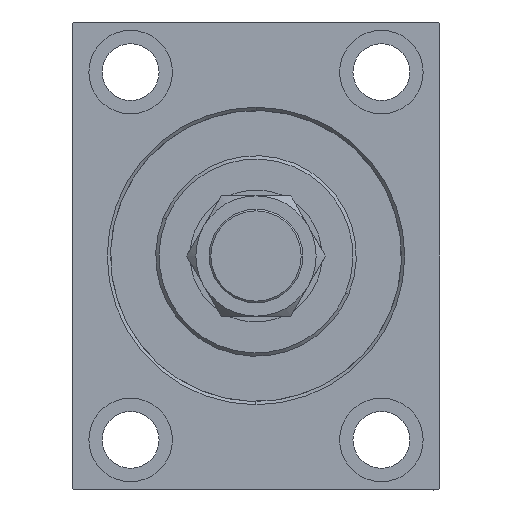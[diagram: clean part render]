
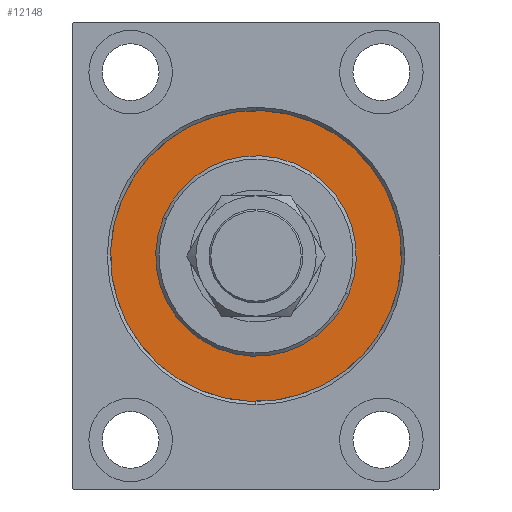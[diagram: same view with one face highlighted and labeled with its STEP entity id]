
A CAD part, left-side view. The second image highlights one B-rep face of the part: STEP entity #12148.
In plain terms, the highlighted face is planar.
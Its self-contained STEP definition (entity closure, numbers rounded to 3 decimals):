
#1311 = CARTESIAN_POINT ( 'NONE',  ( 0., 0., 0. ) ) ;
#2331 = CIRCLE ( 'NONE', #32206, 30. ) ;
#2478 = EDGE_CURVE ( 'NONE', #18083, #26658, #33707, .T. ) ;
#2655 = DIRECTION ( 'NONE',  ( 0., 0., 1. ) ) ;
#5080 = ORIENTED_EDGE ( 'NONE', *, *, #5479, .F. ) ;
#5479 = EDGE_CURVE ( 'NONE', #26368, #36254, #2331, .T. ) ;
#9825 = AXIS2_PLACEMENT_3D ( 'NONE', #1311, #14899, #22618 ) ;
#12148 = ADVANCED_FACE ( 'NONE', ( #32879, #29157 ), #32647, .F. ) ;
#12190 = DIRECTION ( 'NONE',  ( 1., 0., 0. ) ) ;
#13312 = ORIENTED_EDGE ( 'NONE', *, *, #37055, .F. ) ;
#14899 = DIRECTION ( 'NONE',  ( -1., 0., 0. ) ) ;
#18083 = VERTEX_POINT ( 'NONE', #34100 ) ;
#18093 = EDGE_CURVE ( 'NONE', #36254, #26368, #28165, .T. ) ;
#18168 = DIRECTION ( 'NONE',  ( -1., 0., 0. ) ) ;
#19438 = DIRECTION ( 'NONE',  ( 0., 0., -1. ) ) ;
#20639 = EDGE_LOOP ( 'NONE', ( #27506, #5080 ) ) ;
#21676 = CARTESIAN_POINT ( 'NONE',  ( 0., 0., 0. ) ) ;
#22227 = CARTESIAN_POINT ( 'NONE',  ( 0., 0., 30. ) ) ;
#22618 = DIRECTION ( 'NONE',  ( 0., 0., 1. ) ) ;
#22676 = CARTESIAN_POINT ( 'NONE',  ( 0., 0., 0. ) ) ;
#22898 = DIRECTION ( 'NONE',  ( 1., 0., 0. ) ) ;
#25017 = CARTESIAN_POINT ( 'NONE',  ( 0., 0., -43.5 ) ) ;
#26193 = DIRECTION ( 'NONE',  ( 0., 0., -1. ) ) ;
#26368 = VERTEX_POINT ( 'NONE', #45827 ) ;
#26658 = VERTEX_POINT ( 'NONE', #25017 ) ;
#27506 = ORIENTED_EDGE ( 'NONE', *, *, #18093, .F. ) ;
#27875 = AXIS2_PLACEMENT_3D ( 'NONE', #42370, #45184, #2655 ) ;
#28165 = CIRCLE ( 'NONE', #40109, 30. ) ;
#29157 = FACE_OUTER_BOUND ( 'NONE', #34168, .T. ) ;
#31604 = CIRCLE ( 'NONE', #27875, 43.5 ) ;
#32206 = AXIS2_PLACEMENT_3D ( 'NONE', #41152, #12190, #19438 ) ;
#32647 = PLANE ( 'NONE',  #41537 ) ;
#32879 = FACE_BOUND ( 'NONE', #20639, .T. ) ;
#33707 = CIRCLE ( 'NONE', #9825, 43.5 ) ;
#34100 = CARTESIAN_POINT ( 'NONE',  ( 0., 0., 43.5 ) ) ;
#34168 = EDGE_LOOP ( 'NONE', ( #13312, #39592 ) ) ;
#36254 = VERTEX_POINT ( 'NONE', #22227 ) ;
#37055 = EDGE_CURVE ( 'NONE', #26658, #18083, #31604, .T. ) ;
#39592 = ORIENTED_EDGE ( 'NONE', *, *, #2478, .F. ) ;
#40109 = AXIS2_PLACEMENT_3D ( 'NONE', #22676, #22898, #26193 ) ;
#41152 = CARTESIAN_POINT ( 'NONE',  ( 0., 0., 0. ) ) ;
#41537 = AXIS2_PLACEMENT_3D ( 'NONE', #21676, #18168, #43141 ) ;
#42370 = CARTESIAN_POINT ( 'NONE',  ( 0., 0., 0. ) ) ;
#43141 = DIRECTION ( 'NONE',  ( 0., 0., 1. ) ) ;
#45184 = DIRECTION ( 'NONE',  ( -1., 0., 0. ) ) ;
#45827 = CARTESIAN_POINT ( 'NONE',  ( 0., 0., -30. ) ) ;
